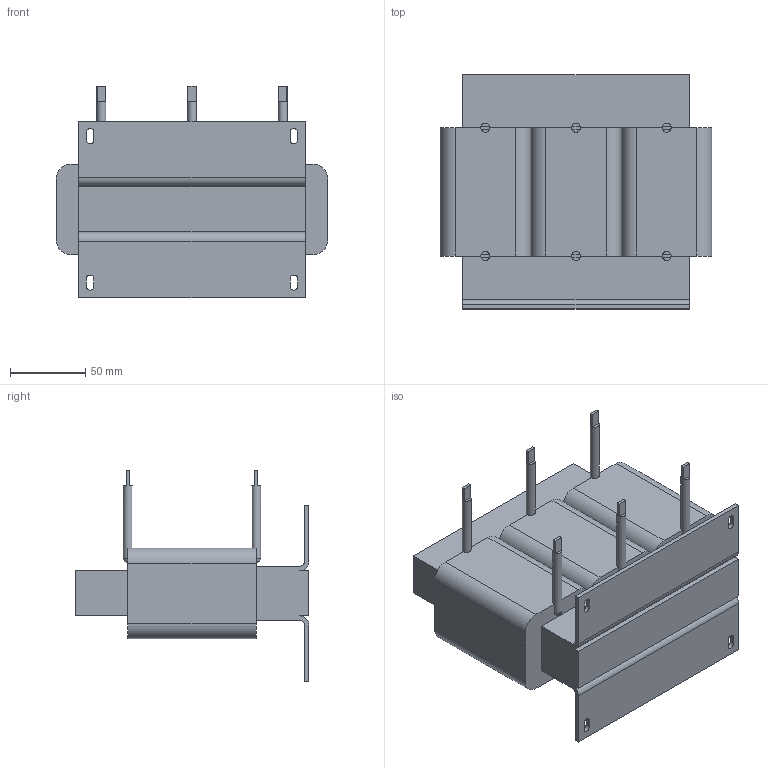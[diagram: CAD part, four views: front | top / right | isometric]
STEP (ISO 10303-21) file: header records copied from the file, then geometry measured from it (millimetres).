
FILE_DESCRIPTION(('STEP AP214'), '1');
FILE_NAME('12,5 - 15 篢牆', '', ('UNSPECIFIED'), ('UNSPECIFIED'), 'ASCON STEP Converter 1.3', 'ASCON Math Kernel', '');
FILE_SCHEMA(('AUTOMOTIVE_DESIGN { 1 0 10303 214 3 1 1}'));
Length unit declared in the file: millimetre
Bounding box: 180 x 155 x 140 mm (x, y, z)
Volume: 1285296.9 mm3; surface area: 123013 mm2
Topology: 1 solids, 1 shells, 102 faces, 300 edges, 196 vertices
Faces by surface type: plane 66, cylinder 30, sphere 6
Full cylindrical faces by diameter (mm): 6 x6
Entity records: 4226 total; most frequent: DIRECTION 596, CARTESIAN_POINT 587, ORIENTED_EDGE 576, EDGE_CURVE 288, AXIS2_PLACEMENT_3D 205, VERTEX_POINT 196, LINE 186, VECTOR 186
